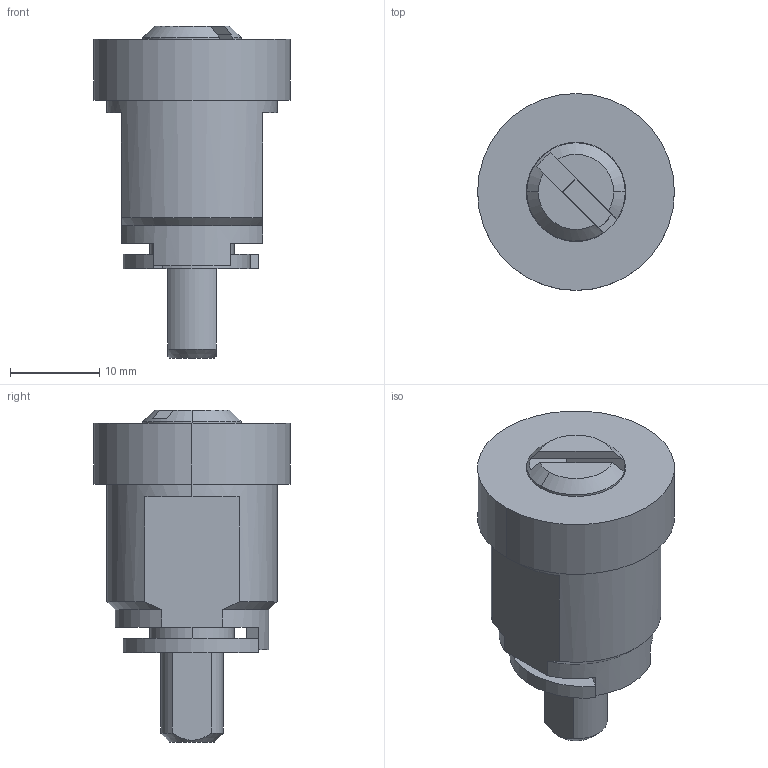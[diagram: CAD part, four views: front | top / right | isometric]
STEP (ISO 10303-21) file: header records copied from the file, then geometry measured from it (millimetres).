
FILE_DESCRIPTION (( 'STEP AP203' ), '1' );
FILE_NAME ('C-299.STEP', '2020-09-08T07:51:01', ( '' ), ( '' ), 'SwSTEP 2.0', 'SolidWorks 2018', '' );
FILE_SCHEMA (( 'CONFIG_CONTROL_DESIGN' ));
Length unit declared in the file: millimetre
Products named in the file (4): C-299; C-299_本体_; C-299_ローター_; C-299_ストップカム_
Assembly tree (3 placements, depth 2):
  C-299
    C-299_本体_
    C-299_ローター_
    C-299_ストップカム_
Bounding box: 22 x 22 x 37.1 mm (x, y, z)
Volume: 7239.5 mm3; surface area: 4528.7 mm2
Topology: 3 solids, 3 shells, 65 faces, 166 edges, 110 vertices
Faces by surface type: plane 33, cylinder 25, cone 7
Entity records: 2443 total; most frequent: CARTESIAN_POINT 405, DIRECTION 361, ORIENTED_EDGE 332, EDGE_CURVE 166, AXIS2_PLACEMENT_3D 138, VERTEX_POINT 110, VECTOR 85, LINE 85
